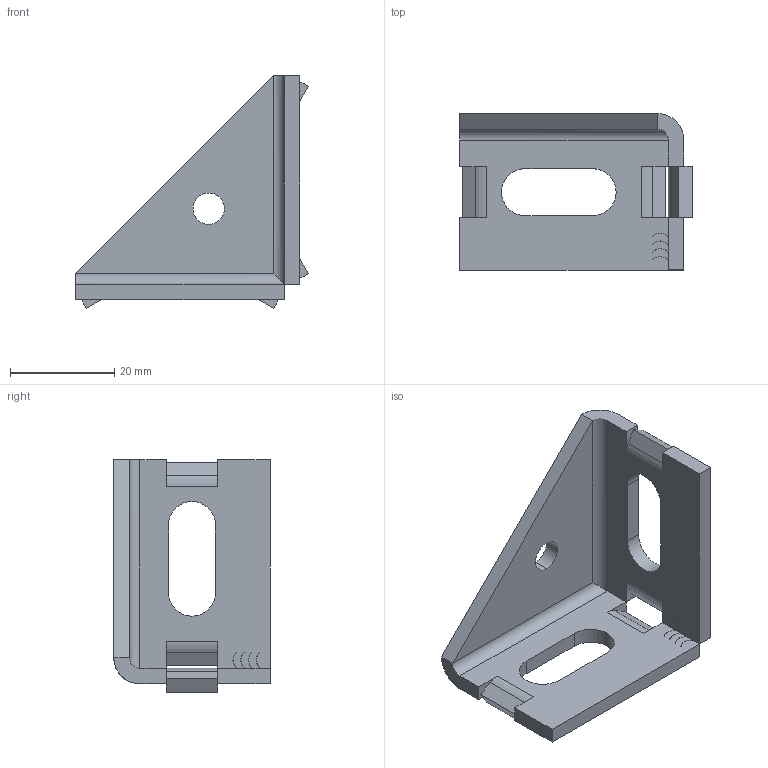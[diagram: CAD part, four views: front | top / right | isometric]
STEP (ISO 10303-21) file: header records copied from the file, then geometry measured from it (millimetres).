
FILE_DESCRIPTION (( 'STEP AP214' ), '1' );
FILE_NAME ('093wv432v.STEP', '2014-08-20T13:45:11', ( '' ), ( '' ), 'SwSTEP 2.0', 'SolidWorks 2014', '' );
FILE_SCHEMA (( 'AUTOMOTIVE_DESIGN' ));
Length unit declared in the file: millimetre
Products named in the file (1): 093wv432v
Bounding box: 44.6 x 30 x 44.6 mm (x, y, z)
Volume: 8205.1 mm3; surface area: 6678.8 mm2
Topology: 1 solids, 1 shells, 109 faces, 283 edges, 184 vertices
Faces by surface type: plane 73, cylinder 36
Entity records: 3363 total; most frequent: CARTESIAN_POINT 583, DIRECTION 573, ORIENTED_EDGE 566, EDGE_CURVE 283, VECTOR 209, LINE 209, VERTEX_POINT 184, AXIS2_PLACEMENT_3D 182
